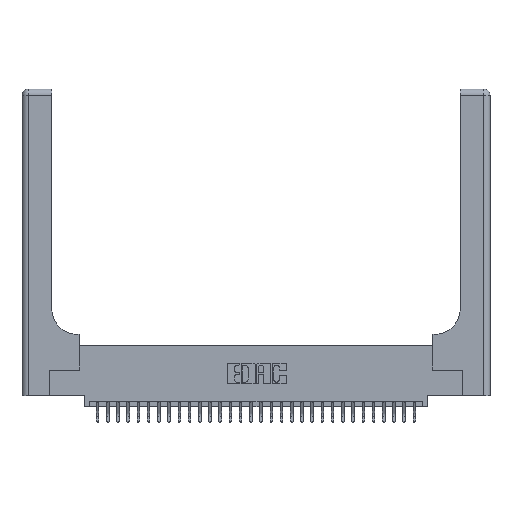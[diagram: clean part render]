
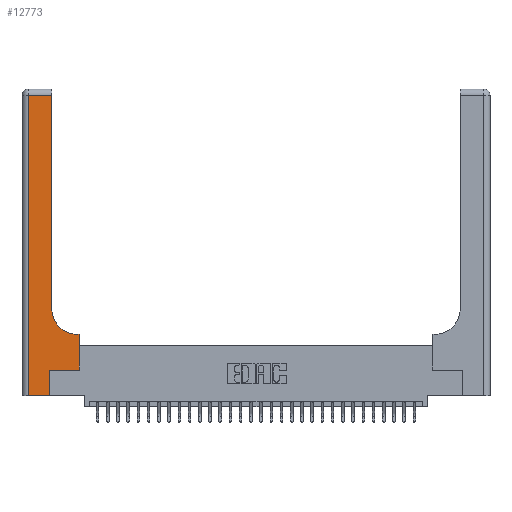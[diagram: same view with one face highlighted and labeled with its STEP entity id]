
A CAD part, top view. The second image highlights one B-rep face of the part: STEP entity #12773.
In plain terms, the highlighted planar face has unit normal (0, 0, 1).
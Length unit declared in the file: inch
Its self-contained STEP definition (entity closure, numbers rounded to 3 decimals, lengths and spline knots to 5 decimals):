
#37 = LINE ( 'NONE', #7604, #6065 ) ;
#46 = LINE ( 'NONE', #19774, #19230 ) ;
#131 = ORIENTED_EDGE ( 'NONE', *, *, #1533, .T. ) ;
#268 = AXIS2_PLACEMENT_3D ( 'NONE', #30326, #15739, #692 ) ;
#692 = DIRECTION ( 'NONE',  ( 1., 0., 0. ) ) ;
#720 = CARTESIAN_POINT ( 'NONE',  ( 0., 3., 0.37 ) ) ;
#1533 = EDGE_CURVE ( 'NONE', #20293, #11471, #7065, .T. ) ;
#2104 = EDGE_CURVE ( 'NONE', #13358, #29542, #29308, .T. ) ;
#2507 = DIRECTION ( 'NONE',  ( 0., 1., 0. ) ) ;
#2836 = VECTOR ( 'NONE', #29561, 39.37008 ) ;
#3314 = DIRECTION ( 'NONE',  ( -1., 0., 0. ) ) ;
#3919 = AXIS2_PLACEMENT_3D ( 'NONE', #720, #18212, #3314 ) ;
#4917 = DIRECTION ( 'NONE',  ( 0., 1., 0. ) ) ;
#5422 = CARTESIAN_POINT ( 'NONE',  ( 0.5415, 0.6, 0.37 ) ) ;
#6065 = VECTOR ( 'NONE', #2507, 39.37008 ) ;
#6157 = CARTESIAN_POINT ( 'NONE',  ( 0.269, 0.25, 0.37 ) ) ;
#6218 = EDGE_CURVE ( 'NONE', #29542, #20293, #22640, .T. ) ;
#6948 = CIRCLE ( 'NONE', #268, 0.25 ) ;
#7065 = LINE ( 'NONE', #13706, #19442 ) ;
#7604 = CARTESIAN_POINT ( 'NONE',  ( 0.5585, 0.25, 0.37 ) ) ;
#8310 = ORIENTED_EDGE ( 'NONE', *, *, #25460, .T. ) ;
#8643 = CARTESIAN_POINT ( 'NONE',  ( 0.06, 0., 0.37 ) ) ;
#8770 = CARTESIAN_POINT ( 'NONE',  ( 0.06, 3., 0.37 ) ) ;
#9430 = VERTEX_POINT ( 'NONE', #13444 ) ;
#9755 = VECTOR ( 'NONE', #21053, 39.37008 ) ;
#9914 = ORIENTED_EDGE ( 'NONE', *, *, #16520, .T. ) ;
#11006 = ORIENTED_EDGE ( 'NONE', *, *, #13742, .T. ) ;
#11157 = VERTEX_POINT ( 'NONE', #27176 ) ;
#11254 = LINE ( 'NONE', #19763, #18588 ) ;
#11471 = VERTEX_POINT ( 'NONE', #6157 ) ;
#12773 = ADVANCED_FACE ( 'NONE', ( #24399 ), #13298, .F. ) ;
#13298 = PLANE ( 'NONE',  #3919 ) ;
#13358 = VERTEX_POINT ( 'NONE', #20640 ) ;
#13444 = CARTESIAN_POINT ( 'NONE',  ( 0.5585, 0.6, 0.37 ) ) ;
#13454 = LINE ( 'NONE', #21653, #25742 ) ;
#13699 = ORIENTED_EDGE ( 'NONE', *, *, #2104, .T. ) ;
#13706 = CARTESIAN_POINT ( 'NONE',  ( 0.269, 0., 0.37 ) ) ;
#13742 = EDGE_CURVE ( 'NONE', #11157, #24366, #11254, .T. ) ;
#14651 = ORIENTED_EDGE ( 'NONE', *, *, #26816, .T. ) ;
#15739 = DIRECTION ( 'NONE',  ( 0., 0., -1. ) ) ;
#16002 = EDGE_LOOP ( 'NONE', ( #11006, #9914, #13699, #20069, #131, #20086, #14651, #22353, #8310 ) ) ;
#16520 = EDGE_CURVE ( 'NONE', #24366, #13358, #30618, .T. ) ;
#16678 = DIRECTION ( 'NONE',  ( -1., 0., 0. ) ) ;
#16908 = VECTOR ( 'NONE', #16678, 39.37008 ) ;
#18212 = DIRECTION ( 'NONE',  ( 0., 0., -1. ) ) ;
#18588 = VECTOR ( 'NONE', #4917, 39.37008 ) ;
#19230 = VECTOR ( 'NONE', #22232, 39.37008 ) ;
#19442 = VECTOR ( 'NONE', #23571, 39.37008 ) ;
#19763 = CARTESIAN_POINT ( 'NONE',  ( 0.2915, 3., 0.37 ) ) ;
#19774 = CARTESIAN_POINT ( 'NONE',  ( 0.2915, 0.6, 0.37 ) ) ;
#20069 = ORIENTED_EDGE ( 'NONE', *, *, #6218, .T. ) ;
#20073 = CARTESIAN_POINT ( 'NONE',  ( 0.269, 0., 0.37 ) ) ;
#20086 = ORIENTED_EDGE ( 'NONE', *, *, #30360, .T. ) ;
#20293 = VERTEX_POINT ( 'NONE', #20073 ) ;
#20640 = CARTESIAN_POINT ( 'NONE',  ( 0.06, 2.94, 0.37 ) ) ;
#21053 = DIRECTION ( 'NONE',  ( 0., -1., 0. ) ) ;
#21653 = CARTESIAN_POINT ( 'NONE',  ( 0.269, 0.25, 0.37 ) ) ;
#22232 = DIRECTION ( 'NONE',  ( -1., 0., 0. ) ) ;
#22353 = ORIENTED_EDGE ( 'NONE', *, *, #29901, .T. ) ;
#22640 = LINE ( 'NONE', #24723, #2836 ) ;
#23571 = DIRECTION ( 'NONE',  ( 0., 1., 0. ) ) ;
#23972 = CARTESIAN_POINT ( 'NONE',  ( 0., 2.94, 0.37 ) ) ;
#24366 = VERTEX_POINT ( 'NONE', #30386 ) ;
#24399 = FACE_OUTER_BOUND ( 'NONE', #16002, .T. ) ;
#24723 = CARTESIAN_POINT ( 'NONE',  ( 0., 0., 0.37 ) ) ;
#24736 = CARTESIAN_POINT ( 'NONE',  ( 0.5585, 0.25, 0.37 ) ) ;
#25460 = EDGE_CURVE ( 'NONE', #28689, #11157, #6948, .T. ) ;
#25742 = VECTOR ( 'NONE', #29003, 39.37008 ) ;
#26816 = EDGE_CURVE ( 'NONE', #29229, #9430, #37, .T. ) ;
#27176 = CARTESIAN_POINT ( 'NONE',  ( 0.2915, 0.85, 0.37 ) ) ;
#28689 = VERTEX_POINT ( 'NONE', #5422 ) ;
#29003 = DIRECTION ( 'NONE',  ( 1., 0., 0. ) ) ;
#29229 = VERTEX_POINT ( 'NONE', #24736 ) ;
#29308 = LINE ( 'NONE', #8770, #9755 ) ;
#29542 = VERTEX_POINT ( 'NONE', #8643 ) ;
#29561 = DIRECTION ( 'NONE',  ( 1., 0., 0. ) ) ;
#29901 = EDGE_CURVE ( 'NONE', #9430, #28689, #46, .T. ) ;
#30326 = CARTESIAN_POINT ( 'NONE',  ( 0.5415, 0.85, 0.37 ) ) ;
#30360 = EDGE_CURVE ( 'NONE', #11471, #29229, #13454, .T. ) ;
#30386 = CARTESIAN_POINT ( 'NONE',  ( 0.2915, 2.94, 0.37 ) ) ;
#30618 = LINE ( 'NONE', #23972, #16908 ) ;
